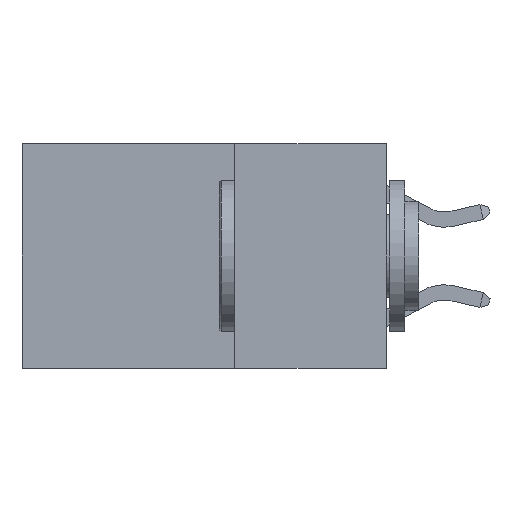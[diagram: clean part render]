
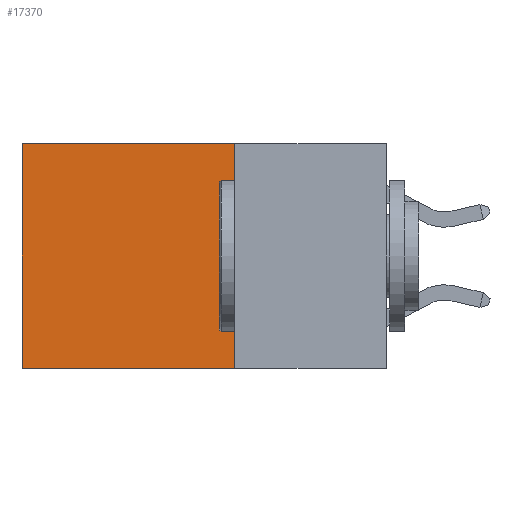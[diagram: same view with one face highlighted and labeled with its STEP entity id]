
A CAD part, left-side view. The second image highlights one B-rep face of the part: STEP entity #17370.
In plain terms, the highlighted planar face has unit normal (-1, 0, 0).
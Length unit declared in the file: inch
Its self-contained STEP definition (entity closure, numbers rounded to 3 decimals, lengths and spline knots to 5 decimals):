
#1809 = AXIS2_PLACEMENT_3D ( 'NONE', #19427, #3117, #22870 ) ;
#1900 = DIRECTION ( 'NONE',  ( 0., 0., -1. ) ) ;
#3117 = DIRECTION ( 'NONE',  ( 1., 0., 0. ) ) ;
#4162 = VECTOR ( 'NONE', #1900, 39.37008 ) ;
#4393 = DIRECTION ( 'NONE',  ( 0., 0., -1. ) ) ;
#5468 = VECTOR ( 'NONE', #11256, 39.37008 ) ;
#5922 = CARTESIAN_POINT ( 'NONE',  ( 0.2625, 0.25, -0.37 ) ) ;
#6241 = CARTESIAN_POINT ( 'NONE',  ( 0.2625, 0.6, -0.37 ) ) ;
#6916 = EDGE_LOOP ( 'NONE', ( #9708, #9941, #10457, #11058 ) ) ;
#7547 = CARTESIAN_POINT ( 'NONE',  ( 0.2625, 0.25, -0.37 ) ) ;
#7618 = VECTOR ( 'NONE', #4393, 39.37008 ) ;
#8007 = VERTEX_POINT ( 'NONE', #6241 ) ;
#8888 = EDGE_CURVE ( 'NONE', #18266, #8007, #10698, .T. ) ;
#9696 = CARTESIAN_POINT ( 'NONE',  ( 0.2625, 0.25, 0. ) ) ;
#9708 = ORIENTED_EDGE ( 'NONE', *, *, #18648, .T. ) ;
#9941 = ORIENTED_EDGE ( 'NONE', *, *, #8888, .F. ) ;
#10457 = ORIENTED_EDGE ( 'NONE', *, *, #15604, .F. ) ;
#10698 = LINE ( 'NONE', #5922, #5468 ) ;
#10759 = CARTESIAN_POINT ( 'NONE',  ( 0.2625, 0.25, 0. ) ) ;
#11058 = ORIENTED_EDGE ( 'NONE', *, *, #21096, .T. ) ;
#11256 = DIRECTION ( 'NONE',  ( 0., 1., 0. ) ) ;
#11384 = DIRECTION ( 'NONE',  ( 0., 1., 0. ) ) ;
#12556 = CARTESIAN_POINT ( 'NONE',  ( 0.2625, 0.6, 0. ) ) ;
#12611 = FACE_OUTER_BOUND ( 'NONE', #6916, .T. ) ;
#15604 = EDGE_CURVE ( 'NONE', #17522, #18266, #17948, .T. ) ;
#17370 = ADVANCED_FACE ( 'NONE', ( #12611 ), #21145, .F. ) ;
#17452 = LINE ( 'NONE', #20506, #21557 ) ;
#17522 = VERTEX_POINT ( 'NONE', #10759 ) ;
#17948 = LINE ( 'NONE', #9696, #7618 ) ;
#18266 = VERTEX_POINT ( 'NONE', #7547 ) ;
#18346 = VERTEX_POINT ( 'NONE', #18862 ) ;
#18648 = EDGE_CURVE ( 'NONE', #18346, #8007, #22690, .T. ) ;
#18862 = CARTESIAN_POINT ( 'NONE',  ( 0.2625, 0.6, 0. ) ) ;
#19427 = CARTESIAN_POINT ( 'NONE',  ( 0.2625, 0.25, 0. ) ) ;
#20506 = CARTESIAN_POINT ( 'NONE',  ( 0.2625, 0.25, 0. ) ) ;
#21096 = EDGE_CURVE ( 'NONE', #17522, #18346, #17452, .T. ) ;
#21145 = PLANE ( 'NONE',  #1809 ) ;
#21557 = VECTOR ( 'NONE', #11384, 39.37008 ) ;
#22690 = LINE ( 'NONE', #12556, #4162 ) ;
#22870 = DIRECTION ( 'NONE',  ( 0., 0., -1. ) ) ;
